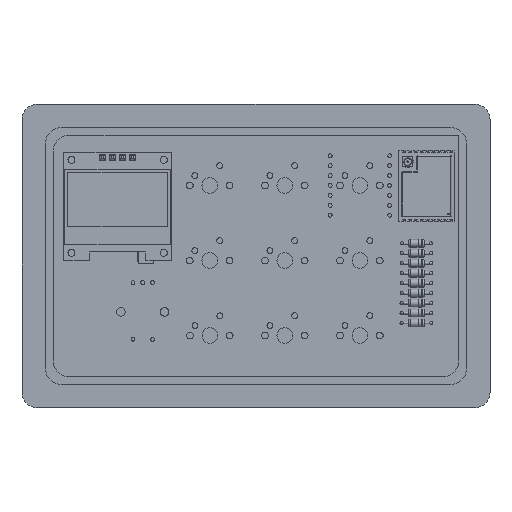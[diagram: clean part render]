
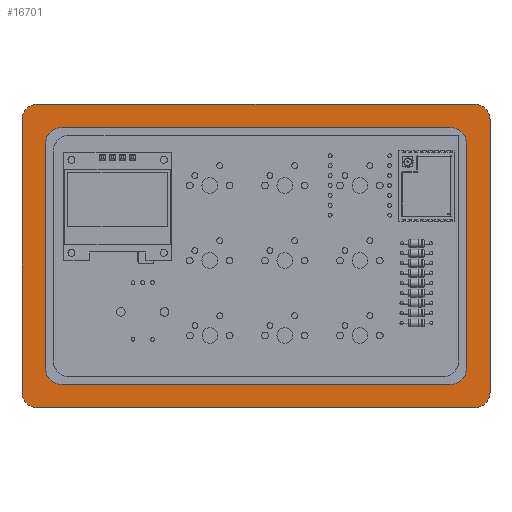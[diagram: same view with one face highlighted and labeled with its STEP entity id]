
A CAD part, top view. The second image highlights one B-rep face of the part: STEP entity #16701.
In plain terms, the highlighted planar face has unit normal (0, 0, 1).
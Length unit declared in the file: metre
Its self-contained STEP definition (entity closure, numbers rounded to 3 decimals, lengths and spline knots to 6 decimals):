
#1223=PLANE('',#21436);
#2372=LINE('',#29074,#3974);
#2377=LINE('',#29089,#3979);
#2381=LINE('',#29101,#3983);
#2385=LINE('',#29113,#3987);
#2390=LINE('',#29128,#3992);
#2394=LINE('',#29140,#3996);
#2398=LINE('',#29152,#4000);
#2402=LINE('',#29164,#4004);
#3974=VECTOR('',#24275,1.);
#3979=VECTOR('',#24288,1.);
#3983=VECTOR('',#24300,1.);
#3987=VECTOR('',#24312,1.);
#3992=VECTOR('',#24325,1.);
#3996=VECTOR('',#24337,1.);
#4000=VECTOR('',#24349,1.);
#4004=VECTOR('',#24361,1.);
#6703=ORIENTED_EDGE('',*,*,#9972,.T.);
#6704=ORIENTED_EDGE('',*,*,#9976,.T.);
#6705=ORIENTED_EDGE('',*,*,#9979,.T.);
#6706=ORIENTED_EDGE('',*,*,#9982,.T.);
#6707=ORIENTED_EDGE('',*,*,#9985,.T.);
#6708=ORIENTED_EDGE('',*,*,#9988,.F.);
#6709=ORIENTED_EDGE('',*,*,#9991,.T.);
#6710=ORIENTED_EDGE('',*,*,#9994,.F.);
#6711=ORIENTED_EDGE('',*,*,#9950,.T.);
#6712=ORIENTED_EDGE('',*,*,#9954,.F.);
#6713=ORIENTED_EDGE('',*,*,#9957,.T.);
#6714=ORIENTED_EDGE('',*,*,#9960,.F.);
#6715=ORIENTED_EDGE('',*,*,#9963,.F.);
#6716=ORIENTED_EDGE('',*,*,#9966,.F.);
#6717=ORIENTED_EDGE('',*,*,#9969,.F.);
#6718=ORIENTED_EDGE('',*,*,#9996,.F.);
#9950=EDGE_CURVE('',#11774,#11775,#2372,.T.);
#9954=EDGE_CURVE('',#11778,#11775,#12787,.T.);
#9957=EDGE_CURVE('',#11778,#11780,#2377,.T.);
#9960=EDGE_CURVE('',#11782,#11780,#12789,.T.);
#9963=EDGE_CURVE('',#11784,#11782,#2381,.T.);
#9966=EDGE_CURVE('',#11786,#11784,#12791,.T.);
#9969=EDGE_CURVE('',#11788,#11786,#2385,.T.);
#9972=EDGE_CURVE('',#11790,#11791,#12793,.T.);
#9976=EDGE_CURVE('',#11791,#11794,#2390,.T.);
#9979=EDGE_CURVE('',#11794,#11796,#12795,.T.);
#9982=EDGE_CURVE('',#11796,#11798,#2394,.T.);
#9985=EDGE_CURVE('',#11798,#11800,#12797,.T.);
#9988=EDGE_CURVE('',#11802,#11800,#2398,.T.);
#9991=EDGE_CURVE('',#11802,#11804,#12799,.T.);
#9994=EDGE_CURVE('',#11790,#11804,#2402,.T.);
#9996=EDGE_CURVE('',#11774,#11788,#12801,.T.);
#11774=VERTEX_POINT('',#29075);
#11775=VERTEX_POINT('',#29076);
#11778=VERTEX_POINT('',#29084);
#11780=VERTEX_POINT('',#29090);
#11782=VERTEX_POINT('',#29096);
#11784=VERTEX_POINT('',#29102);
#11786=VERTEX_POINT('',#29108);
#11788=VERTEX_POINT('',#29114);
#11790=VERTEX_POINT('',#29120);
#11791=VERTEX_POINT('',#29121);
#11794=VERTEX_POINT('',#29129);
#11796=VERTEX_POINT('',#29135);
#11798=VERTEX_POINT('',#29141);
#11800=VERTEX_POINT('',#29147);
#11802=VERTEX_POINT('',#29153);
#11804=VERTEX_POINT('',#29159);
#12787=CIRCLE('',#21405,0.004);
#12789=CIRCLE('',#21409,0.004);
#12791=CIRCLE('',#21413,0.004);
#12793=CIRCLE('',#21417,0.004);
#12795=CIRCLE('',#21421,0.004);
#12797=CIRCLE('',#21425,0.004);
#12799=CIRCLE('',#21429,0.004);
#12801=CIRCLE('',#21433,0.004);
#13619=EDGE_LOOP('',(#6703,#6704,#6705,#6706,#6707,#6708,#6709,#6710));
#13620=EDGE_LOOP('',(#6711,#6712,#6713,#6714,#6715,#6716,#6717,#6718));
#15059=FACE_BOUND('',#13619,.T.);
#15060=FACE_BOUND('',#13620,.T.);
#16701=ADVANCED_FACE('',(#15059,#15060),#1223,.T.);
#21405=AXIS2_PLACEMENT_3D('',#29083,#24281,#24282);
#21409=AXIS2_PLACEMENT_3D('',#29095,#24293,#24294);
#21413=AXIS2_PLACEMENT_3D('',#29107,#24305,#24306);
#21417=AXIS2_PLACEMENT_3D('',#29119,#24317,#24318);
#21421=AXIS2_PLACEMENT_3D('',#29134,#24330,#24331);
#21425=AXIS2_PLACEMENT_3D('',#29146,#24342,#24343);
#21429=AXIS2_PLACEMENT_3D('',#29158,#24354,#24355);
#21433=AXIS2_PLACEMENT_3D('',#29167,#24365,#24366);
#21436=AXIS2_PLACEMENT_3D('',#29170,#24371,#24372);
#24275=DIRECTION('',(0.,1.,0.));
#24281=DIRECTION('',(0.,0.,1.));
#24282=DIRECTION('',(1.,0.,0.));
#24288=DIRECTION('',(1.,0.,0.));
#24293=DIRECTION('',(0.,0.,1.));
#24294=DIRECTION('',(1.,0.,0.));
#24300=DIRECTION('',(0.,1.,0.));
#24305=DIRECTION('',(0.,0.,1.));
#24306=DIRECTION('',(1.,0.,0.));
#24312=DIRECTION('',(1.,0.,0.));
#24317=DIRECTION('',(0.,0.,1.));
#24318=DIRECTION('',(1.,0.,0.));
#24325=DIRECTION('',(0.,-1.,0.));
#24330=DIRECTION('',(0.,0.,1.));
#24331=DIRECTION('',(1.,0.,0.));
#24337=DIRECTION('',(1.,0.,0.));
#24342=DIRECTION('',(0.,0.,1.));
#24343=DIRECTION('',(1.,0.,0.));
#24349=DIRECTION('',(0.,-1.,0.));
#24354=DIRECTION('',(0.,0.,1.));
#24355=DIRECTION('',(1.,0.,0.));
#24361=DIRECTION('',(1.,0.,0.));
#24365=DIRECTION('',(0.,0.,1.));
#24366=DIRECTION('',(1.,0.,0.));
#24371=DIRECTION('',(0.,0.,1.));
#24372=DIRECTION('',(1.,0.,0.));
#29074=CARTESIAN_POINT('',(-0.061205,-0.02667,0.0016));
#29075=CARTESIAN_POINT('',(-0.061205,-0.02767,0.0016));
#29076=CARTESIAN_POINT('',(-0.061205,0.03002,0.0016));
#29083=CARTESIAN_POINT('',(-0.057205,0.03002,0.0016));
#29084=CARTESIAN_POINT('',(-0.057205,0.03402,0.0016));
#29089=CARTESIAN_POINT('',(-0.0065,0.03402,0.0016));
#29090=CARTESIAN_POINT('',(0.04247,0.03402,0.0016));
#29095=CARTESIAN_POINT('',(0.04247,0.03002,0.0016));
#29096=CARTESIAN_POINT('',(0.04647,0.03002,0.0016));
#29101=CARTESIAN_POINT('',(0.04647,-0.02667,0.0016));
#29102=CARTESIAN_POINT('',(0.04647,-0.02767,0.0016));
#29107=CARTESIAN_POINT('',(0.04247,-0.02767,0.0016));
#29108=CARTESIAN_POINT('',(0.04247,-0.03167,0.0016));
#29113=CARTESIAN_POINT('',(-0.056205,-0.03167,0.0016));
#29114=CARTESIAN_POINT('',(-0.057205,-0.03167,0.0016));
#29119=CARTESIAN_POINT('',(-0.063205,0.03602,0.0016));
#29120=CARTESIAN_POINT('',(-0.063205,0.04002,0.0016));
#29121=CARTESIAN_POINT('',(-0.067205,0.03602,0.0016));
#29128=CARTESIAN_POINT('',(-0.067205,-0.02967,0.0016));
#29129=CARTESIAN_POINT('',(-0.067205,-0.03367,0.0016));
#29134=CARTESIAN_POINT('',(-0.063205,-0.03367,0.0016));
#29135=CARTESIAN_POINT('',(-0.063205,-0.03767,0.0016));
#29140=CARTESIAN_POINT('',(-0.059205,-0.03767,0.0016));
#29141=CARTESIAN_POINT('',(0.04847,-0.03767,0.0016));
#29146=CARTESIAN_POINT('',(0.04847,-0.03367,0.0016));
#29147=CARTESIAN_POINT('',(0.05247,-0.03367,0.0016));
#29152=CARTESIAN_POINT('',(0.05247,-0.02967,0.0016));
#29153=CARTESIAN_POINT('',(0.05247,0.03602,0.0016));
#29158=CARTESIAN_POINT('',(0.04847,0.03602,0.0016));
#29159=CARTESIAN_POINT('',(0.04847,0.04002,0.0016));
#29164=CARTESIAN_POINT('',(-0.003367,0.04002,0.0016));
#29167=CARTESIAN_POINT('',(-0.057205,-0.02767,0.0016));
#29170=CARTESIAN_POINT('',(-0.008367,0.000175,0.0016));
